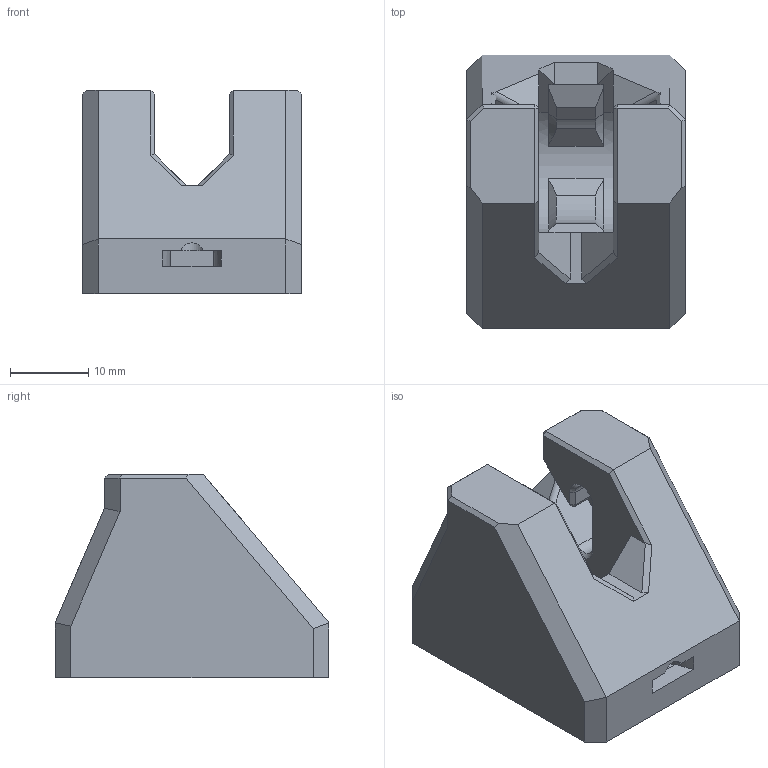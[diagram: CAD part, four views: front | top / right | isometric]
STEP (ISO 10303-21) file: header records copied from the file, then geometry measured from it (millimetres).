
FILE_DESCRIPTION(/* description */ (''),/* implementation_level */ '2;1');
FILE_NAME(/* name */ 'y-idler-R2.stp',/* time_stamp */ '2023-07-10T12:31:47+02:00',/* author */ ('Eliáš Knor'),/* organization */ (''),/* preprocessor_version */ 'ST-DEVELOPER v19',/* originating_system */ 'Autodesk Inventor 2023',/* authorisation */ '');
FILE_SCHEMA (('AUTOMOTIVE_DESIGN { 1 0 10303 214 3 1 1 }'));
Length unit declared in the file: millimetre
Products named in the file (1): y_idler_E2
Bounding box: 28 x 35 x 26 mm (x, y, z)
Volume: 14270.5 mm3; surface area: 5539 mm2
Topology: 1 solids, 1 shells, 185 faces, 488 edges, 306 vertices
Faces by surface type: plane 137, cylinder 22, bspline 16, cone 10
Full cylindrical faces by diameter (mm): 3.2 x4
Entity records: 5816 total; most frequent: CARTESIAN_POINT 1288, ORIENTED_EDGE 972, DIRECTION 858, EDGE_CURVE 486, LINE 374, VECTOR 374, VERTEX_POINT 306, AXIS2_PLACEMENT_3D 242
